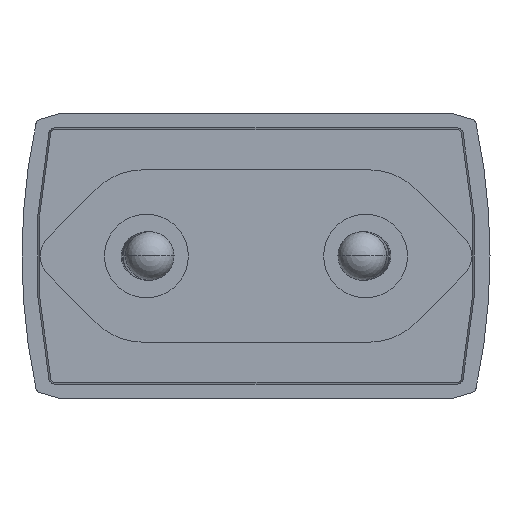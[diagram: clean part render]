
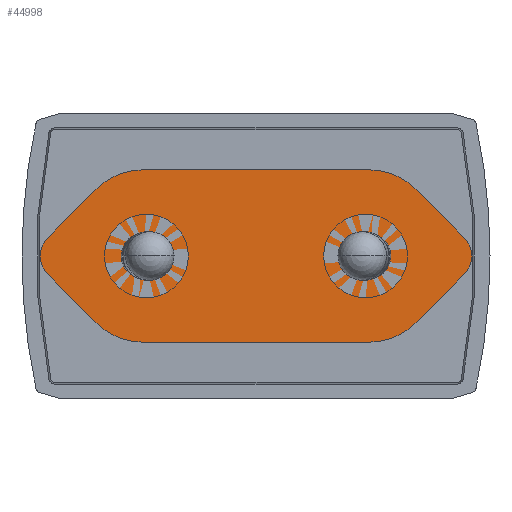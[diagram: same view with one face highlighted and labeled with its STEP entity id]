
A CAD part, left-side view. The second image highlights one B-rep face of the part: STEP entity #44998.
In plain terms, the highlighted planar face has unit normal (-1, 0, 0).
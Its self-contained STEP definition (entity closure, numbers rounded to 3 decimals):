
#41149=CARTESIAN_POINT('',(-23.6,15.556,5.05));
#41150=DIRECTION('',(1.,0.,0.));
#41151=DIRECTION('',(0.,0.707,-0.707));
#41152=AXIS2_PLACEMENT_3D('',#41149,#41150,#41151);
#41154=CARTESIAN_POINT('',(-23.6,15.556,5.05));
#41155=DIRECTION('',(1.,0.,0.));
#41156=DIRECTION('',(0.,1.,0.));
#41157=AXIS2_PLACEMENT_3D('',#41154,#41155,#41156);
#41159=DIRECTION('',(0.,-0.707,0.707));
#41160=VECTOR('',#41159,5.563);
#41161=CARTESIAN_POINT('',(-23.6,17.112,6.606));
#41162=LINE('',#41161,#41160);
#41163=CARTESIAN_POINT('',(-23.6,9.289,6.65));
#41164=DIRECTION('',(1.,0.,0.));
#41165=DIRECTION('',(0.,0.707,0.707));
#41166=AXIS2_PLACEMENT_3D('',#41163,#41164,#41165);
#41168=DIRECTION('',(0.,-1.,0.));
#41169=VECTOR('',#41168,18.579);
#41170=CARTESIAN_POINT('',(-23.6,9.289,12.15));
#41171=LINE('',#41170,#41169);
#41172=CARTESIAN_POINT('',(-23.6,-9.289,6.65));
#41173=DIRECTION('',(1.,0.,0.));
#41174=DIRECTION('',(0.,0.,1.));
#41175=AXIS2_PLACEMENT_3D('',#41172,#41173,#41174);
#41177=DIRECTION('',(0.,-0.707,-0.707));
#41178=VECTOR('',#41177,5.563);
#41179=CARTESIAN_POINT('',(-23.6,-13.179,10.539));
#41180=LINE('',#41179,#41178);
#41181=CARTESIAN_POINT('',(-23.6,-15.556,5.05));
#41182=DIRECTION('',(1.,0.,0.));
#41183=DIRECTION('',(0.,-0.707,0.707));
#41184=AXIS2_PLACEMENT_3D('',#41181,#41182,#41183);
#41186=CARTESIAN_POINT('',(-23.6,-15.556,5.05));
#41187=DIRECTION('',(1.,0.,0.));
#41188=DIRECTION('',(0.,-1.,0.));
#41189=AXIS2_PLACEMENT_3D('',#41186,#41187,#41188);
#41191=DIRECTION('',(0.,0.707,-0.707));
#41192=VECTOR('',#41191,5.563);
#41193=CARTESIAN_POINT('',(-23.6,-17.112,3.494));
#41194=LINE('',#41193,#41192);
#41195=CARTESIAN_POINT('',(-23.6,-9.289,3.45));
#41196=DIRECTION('',(1.,0.,0.));
#41197=DIRECTION('',(0.,-0.707,-0.707));
#41198=AXIS2_PLACEMENT_3D('',#41195,#41196,#41197);
#41200=DIRECTION('',(0.,1.,0.));
#41201=VECTOR('',#41200,18.579);
#41202=CARTESIAN_POINT('',(-23.6,-9.289,-2.05));
#41203=LINE('',#41202,#41201);
#41204=CARTESIAN_POINT('',(-23.6,9.289,3.45));
#41205=DIRECTION('',(1.,0.,0.));
#41206=DIRECTION('',(0.,0.,-1.));
#41207=AXIS2_PLACEMENT_3D('',#41204,#41205,#41206);
#41209=DIRECTION('',(0.,0.707,0.707));
#41210=VECTOR('',#41209,5.563);
#41211=CARTESIAN_POINT('',(-23.6,13.179,-0.439));
#41212=LINE('',#41211,#41210);
#43439=CARTESIAN_POINT('',(-23.6,17.112,6.606));
#43440=VERTEX_POINT('',#43439);
#43441=CARTESIAN_POINT('',(-23.6,17.756,5.05));
#43442=VERTEX_POINT('',#43441);
#43443=CARTESIAN_POINT('',(-23.6,17.112,3.494));
#43444=VERTEX_POINT('',#43443);
#43445=CARTESIAN_POINT('',(-23.6,13.179,10.539));
#43446=VERTEX_POINT('',#43445);
#43447=CARTESIAN_POINT('',(-23.6,9.289,12.15));
#43448=VERTEX_POINT('',#43447);
#43449=CARTESIAN_POINT('',(-23.6,-9.289,12.15));
#43450=VERTEX_POINT('',#43449);
#43451=CARTESIAN_POINT('',(-23.6,-13.179,10.539));
#43452=VERTEX_POINT('',#43451);
#43453=CARTESIAN_POINT('',(-23.6,-17.112,6.606));
#43454=VERTEX_POINT('',#43453);
#43455=CARTESIAN_POINT('',(-23.6,-17.112,3.494));
#43456=VERTEX_POINT('',#43455);
#43457=CARTESIAN_POINT('',(-23.6,-17.756,5.05));
#43458=VERTEX_POINT('',#43457);
#43459=CARTESIAN_POINT('',(-23.6,-13.179,-0.439));
#43460=VERTEX_POINT('',#43459);
#43461=CARTESIAN_POINT('',(-23.6,-9.289,-2.05));
#43462=VERTEX_POINT('',#43461);
#43463=CARTESIAN_POINT('',(-23.6,9.289,-2.05));
#43464=VERTEX_POINT('',#43463);
#43465=CARTESIAN_POINT('',(-23.6,13.179,-0.439));
#43466=VERTEX_POINT('',#43465);
#44977=CARTESIAN_POINT('',(-23.6,0.,0.));
#44978=DIRECTION('',(-1.,0.,0.));
#44979=DIRECTION('',(0.,-1.,0.));
#44980=AXIS2_PLACEMENT_3D('',#44977,#44978,#44979);
#44981=PLANE('',#44980);
#44982=ORIENTED_EDGE('',*,*,#44814,.T.);
#44983=ORIENTED_EDGE('',*,*,#44812,.T.);
#44984=ORIENTED_EDGE('',*,*,#44829,.T.);
#44985=ORIENTED_EDGE('',*,*,#44843,.T.);
#44986=ORIENTED_EDGE('',*,*,#44857,.T.);
#44987=ORIENTED_EDGE('',*,*,#44871,.T.);
#44988=ORIENTED_EDGE('',*,*,#44885,.T.);
#44989=ORIENTED_EDGE('',*,*,#44902,.T.);
#44990=ORIENTED_EDGE('',*,*,#44900,.T.);
#44991=ORIENTED_EDGE('',*,*,#44916,.T.);
#44992=ORIENTED_EDGE('',*,*,#44930,.T.);
#44993=ORIENTED_EDGE('',*,*,#44944,.T.);
#44994=ORIENTED_EDGE('',*,*,#44958,.T.);
#44995=ORIENTED_EDGE('',*,*,#44971,.T.);
#44996=EDGE_LOOP('',(#44982,#44983,#44984,#44985,#44986,#44987,#44988,#44989,
#44990,#44991,#44992,#44993,#44994,#44995));
#44997=FACE_OUTER_BOUND('',#44996,.F.);
#44998=ADVANCED_FACE('',(#44997),#44981,.T.);
#41153=CIRCLE('',#41152,2.2);
#41158=CIRCLE('',#41157,2.2);
#41167=CIRCLE('',#41166,5.5);
#41176=CIRCLE('',#41175,5.5);
#41185=CIRCLE('',#41184,2.2);
#41190=CIRCLE('',#41189,2.2);
#41199=CIRCLE('',#41198,5.5);
#41208=CIRCLE('',#41207,5.5);
#44812=EDGE_CURVE('',#43442,#43440,#41158,.T.);
#44814=EDGE_CURVE('',#43444,#43442,#41153,.T.);
#44829=EDGE_CURVE('',#43440,#43446,#41162,.T.);
#44843=EDGE_CURVE('',#43446,#43448,#41167,.T.);
#44857=EDGE_CURVE('',#43448,#43450,#41171,.T.);
#44871=EDGE_CURVE('',#43450,#43452,#41176,.T.);
#44885=EDGE_CURVE('',#43452,#43454,#41180,.T.);
#44900=EDGE_CURVE('',#43458,#43456,#41190,.T.);
#44902=EDGE_CURVE('',#43454,#43458,#41185,.T.);
#44916=EDGE_CURVE('',#43456,#43460,#41194,.T.);
#44930=EDGE_CURVE('',#43460,#43462,#41199,.T.);
#44944=EDGE_CURVE('',#43462,#43464,#41203,.T.);
#44958=EDGE_CURVE('',#43464,#43466,#41208,.T.);
#44971=EDGE_CURVE('',#43466,#43444,#41212,.T.);
